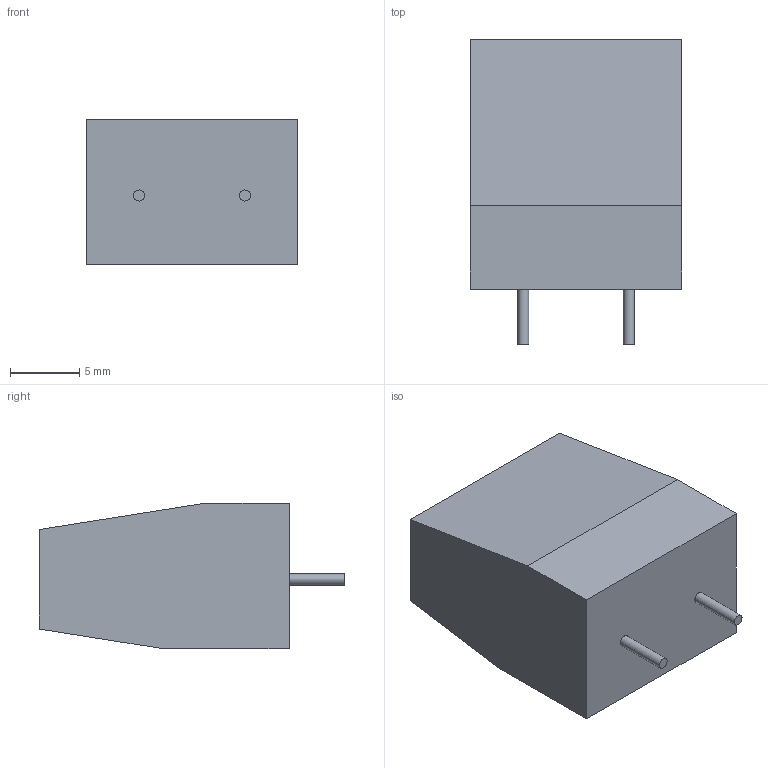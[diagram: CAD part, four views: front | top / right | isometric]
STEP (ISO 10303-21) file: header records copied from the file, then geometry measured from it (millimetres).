
FILE_DESCRIPTION(/* description */ (''),/* implementation_level */ '2;1');
FILE_NAME(/* name */ 'WJ129V-7.62-02P.step',/* time_stamp */ '2026-02-20T17:14:33+01:00',/* author */ (''),/* organization */ (''),/* preprocessor_version */ 'ST-DEVELOPER v20.1',/* originating_system */ 'Autodesk Translation Framework v14.24.0.0',/* authorisation */ '');
FILE_SCHEMA (('AUTOMOTIVE_DESIGN { 1 0 10303 214 3 1 1 }'));
Length unit declared in the file: millimetre
Products named in the file (1): WJ129V-7.62-02P
Bounding box: 15.24 x 22 x 10.5 mm (x, y, z)
Volume: 2471 mm3; surface area: 1365.5 mm2
Topology: 3 solids, 3 shells, 48 faces, 92 edges, 54 vertices
Faces by surface type: plane 42, cylinder 6
Full cylindrical faces by diameter (mm): 0.8 x2, 3.762 x2, 4.4 x2
Entity records: 1262 total; most frequent: DIRECTION 214, CARTESIAN_POINT 201, ORIENTED_EDGE 196, EDGE_CURVE 98, LINE 80, VECTOR 80, AXIS2_PLACEMENT_3D 67, EDGE_LOOP 54
